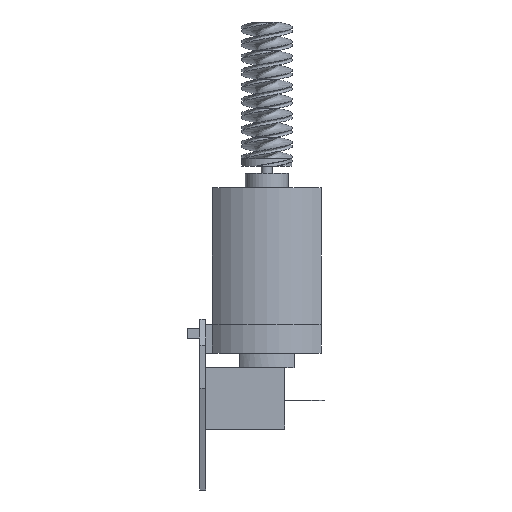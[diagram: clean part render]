
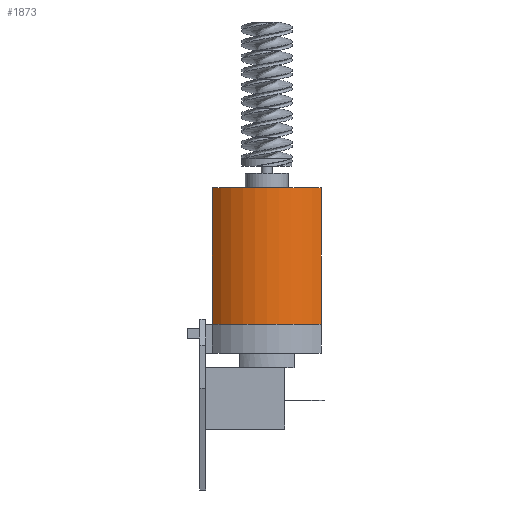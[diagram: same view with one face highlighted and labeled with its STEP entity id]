
A CAD part, left-side view. The second image highlights one B-rep face of the part: STEP entity #1873.
In plain terms, the highlighted cylindrical face has radius 10 mm (diameter 20 mm), a partial arc.
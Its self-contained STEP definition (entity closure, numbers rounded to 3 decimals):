
#1436 = PLANE('',#1437);
#1437 = AXIS2_PLACEMENT_3D('',#1438,#1439,#1440);
#1438 = CARTESIAN_POINT('',(-6.561,7.547,27.));
#1439 = DIRECTION('',(0.,0.,-1.));
#1440 = DIRECTION('',(-1.,0.,0.));
#1455 = EDGE_CURVE('',#1456,#1458,#1460,.T.);
#1456 = VERTEX_POINT('',#1457);
#1457 = CARTESIAN_POINT('',(-6.561,7.547,27.));
#1458 = VERTEX_POINT('',#1459);
#1459 = CARTESIAN_POINT('',(-6.561,-7.547,27.));
#1460 = SURFACE_CURVE('',#1461,(#1466,#1477),.PCURVE_S1.);
#1461 = CIRCLE('',#1462,10.);
#1462 = AXIS2_PLACEMENT_3D('',#1463,#1464,#1465);
#1463 = CARTESIAN_POINT('',(0.,0.,27.));
#1464 = DIRECTION('',(0.,0.,1.));
#1465 = DIRECTION('',(-0.656,0.755,0.));
#1466 = PCURVE('',#1436,#1467);
#1467 = DEFINITIONAL_REPRESENTATION('',(#1468),#1476);
#1468 = ( BOUNDED_CURVE() B_SPLINE_CURVE(2,(#1469,#1470,#1471,#1472,
#1473,#1474,#1475),.UNSPECIFIED.,.F.,.F.) B_SPLINE_CURVE_WITH_KNOTS((1,2
    ,2,2,2,1),(-2.094,0.,2.094,4.189,
6.283,8.378),.UNSPECIFIED.) CURVE() 
GEOMETRIC_REPRESENTATION_ITEM() RATIONAL_B_SPLINE_CURVE((1.,0.5,1.,0.5,
1.,0.5,1.)) REPRESENTATION_ITEM('') );
#1469 = CARTESIAN_POINT('',(0.,0.));
#1470 = CARTESIAN_POINT('',(13.072,-11.363));
#1471 = CARTESIAN_POINT('',(-3.305,-17.002));
#1472 = CARTESIAN_POINT('',(-19.682,-22.641));
#1473 = CARTESIAN_POINT('',(-16.377,-5.639));
#1474 = CARTESIAN_POINT('',(-13.072,11.363));
#1475 = CARTESIAN_POINT('',(0.,0.));
#1476 = ( GEOMETRIC_REPRESENTATION_CONTEXT(2) 
PARAMETRIC_REPRESENTATION_CONTEXT() REPRESENTATION_CONTEXT('2D SPACE',''
  ) );
#1477 = PCURVE('',#1478,#1483);
#1478 = CYLINDRICAL_SURFACE('',#1479,10.);
#1479 = AXIS2_PLACEMENT_3D('',#1480,#1481,#1482);
#1480 = CARTESIAN_POINT('',(0.,0.,8.));
#1481 = DIRECTION('',(0.,0.,1.));
#1482 = DIRECTION('',(-0.656,0.755,0.));
#1483 = DEFINITIONAL_REPRESENTATION('',(#1484),#1488);
#1484 = LINE('',#1485,#1486);
#1485 = CARTESIAN_POINT('',(0.,19.));
#1486 = VECTOR('',#1487,1.);
#1487 = DIRECTION('',(1.,0.));
#1488 = ( GEOMETRIC_REPRESENTATION_CONTEXT(2) 
PARAMETRIC_REPRESENTATION_CONTEXT() REPRESENTATION_CONTEXT('2D SPACE',''
  ) );
#1506 = PLANE('',#1507);
#1507 = AXIS2_PLACEMENT_3D('',#1508,#1509,#1510);
#1508 = CARTESIAN_POINT('',(0.,0.,8.));
#1509 = DIRECTION('',(0.755,0.656,0.));
#1510 = DIRECTION('',(-0.656,0.755,0.));
#1789 = PLANE('',#1790);
#1790 = AXIS2_PLACEMENT_3D('',#1791,#1792,#1793);
#1791 = CARTESIAN_POINT('',(0.,0.,8.));
#1792 = DIRECTION('',(-0.755,0.656,0.));
#1793 = DIRECTION('',(-0.656,-0.755,0.));
#1873 = ADVANCED_FACE('',(#1874),#1478,.T.);
#1874 = FACE_BOUND('',#1875,.T.);
#1875 = EDGE_LOOP('',(#1876,#1877,#1900,#1933));
#1876 = ORIENTED_EDGE('',*,*,#1455,.F.);
#1877 = ORIENTED_EDGE('',*,*,#1878,.F.);
#1878 = EDGE_CURVE('',#1879,#1456,#1881,.T.);
#1879 = VERTEX_POINT('',#1880);
#1880 = CARTESIAN_POINT('',(-6.561,7.547,8.));
#1881 = SURFACE_CURVE('',#1882,(#1886,#1893),.PCURVE_S1.);
#1882 = LINE('',#1883,#1884);
#1883 = CARTESIAN_POINT('',(-6.561,7.547,8.));
#1884 = VECTOR('',#1885,1.);
#1885 = DIRECTION('',(0.,0.,1.));
#1886 = PCURVE('',#1478,#1887);
#1887 = DEFINITIONAL_REPRESENTATION('',(#1888),#1892);
#1888 = LINE('',#1889,#1890);
#1889 = CARTESIAN_POINT('',(0.,-0.));
#1890 = VECTOR('',#1891,1.);
#1891 = DIRECTION('',(0.,1.));
#1892 = ( GEOMETRIC_REPRESENTATION_CONTEXT(2) 
PARAMETRIC_REPRESENTATION_CONTEXT() REPRESENTATION_CONTEXT('2D SPACE',''
  ) );
#1893 = PCURVE('',#1506,#1894);
#1894 = DEFINITIONAL_REPRESENTATION('',(#1895),#1899);
#1895 = LINE('',#1896,#1897);
#1896 = CARTESIAN_POINT('',(10.,0.));
#1897 = VECTOR('',#1898,1.);
#1898 = DIRECTION('',(0.,1.));
#1899 = ( GEOMETRIC_REPRESENTATION_CONTEXT(2) 
PARAMETRIC_REPRESENTATION_CONTEXT() REPRESENTATION_CONTEXT('2D SPACE',''
  ) );
#1900 = ORIENTED_EDGE('',*,*,#1901,.T.);
#1901 = EDGE_CURVE('',#1879,#1902,#1904,.T.);
#1902 = VERTEX_POINT('',#1903);
#1903 = CARTESIAN_POINT('',(-6.561,-7.547,8.));
#1904 = SURFACE_CURVE('',#1905,(#1910,#1917),.PCURVE_S1.);
#1905 = CIRCLE('',#1906,10.);
#1906 = AXIS2_PLACEMENT_3D('',#1907,#1908,#1909);
#1907 = CARTESIAN_POINT('',(0.,0.,8.));
#1908 = DIRECTION('',(0.,0.,1.));
#1909 = DIRECTION('',(-0.656,0.755,0.));
#1910 = PCURVE('',#1478,#1911);
#1911 = DEFINITIONAL_REPRESENTATION('',(#1912),#1916);
#1912 = LINE('',#1913,#1914);
#1913 = CARTESIAN_POINT('',(0.,0.));
#1914 = VECTOR('',#1915,1.);
#1915 = DIRECTION('',(1.,0.));
#1916 = ( GEOMETRIC_REPRESENTATION_CONTEXT(2) 
PARAMETRIC_REPRESENTATION_CONTEXT() REPRESENTATION_CONTEXT('2D SPACE',''
  ) );
#1917 = PCURVE('',#1918,#1923);
#1918 = PLANE('',#1919);
#1919 = AXIS2_PLACEMENT_3D('',#1920,#1921,#1922);
#1920 = CARTESIAN_POINT('',(-6.561,7.547,8.));
#1921 = DIRECTION('',(0.,0.,-1.));
#1922 = DIRECTION('',(-1.,0.,0.));
#1923 = DEFINITIONAL_REPRESENTATION('',(#1924),#1932);
#1924 = ( BOUNDED_CURVE() B_SPLINE_CURVE(2,(#1925,#1926,#1927,#1928,
#1929,#1930,#1931),.UNSPECIFIED.,.F.,.F.) B_SPLINE_CURVE_WITH_KNOTS((1,2
    ,2,2,2,1),(-2.094,0.,2.094,4.189,
6.283,8.378),.UNSPECIFIED.) CURVE() 
GEOMETRIC_REPRESENTATION_ITEM() RATIONAL_B_SPLINE_CURVE((1.,0.5,1.,0.5,
1.,0.5,1.)) REPRESENTATION_ITEM('') );
#1925 = CARTESIAN_POINT('',(0.,0.));
#1926 = CARTESIAN_POINT('',(13.072,-11.363));
#1927 = CARTESIAN_POINT('',(-3.305,-17.002));
#1928 = CARTESIAN_POINT('',(-19.682,-22.641));
#1929 = CARTESIAN_POINT('',(-16.377,-5.639));
#1930 = CARTESIAN_POINT('',(-13.072,11.363));
#1931 = CARTESIAN_POINT('',(0.,0.));
#1932 = ( GEOMETRIC_REPRESENTATION_CONTEXT(2) 
PARAMETRIC_REPRESENTATION_CONTEXT() REPRESENTATION_CONTEXT('2D SPACE',''
  ) );
#1933 = ORIENTED_EDGE('',*,*,#1934,.T.);
#1934 = EDGE_CURVE('',#1902,#1458,#1935,.T.);
#1935 = SURFACE_CURVE('',#1936,(#1940,#1947),.PCURVE_S1.);
#1936 = LINE('',#1937,#1938);
#1937 = CARTESIAN_POINT('',(-6.561,-7.547,8.));
#1938 = VECTOR('',#1939,1.);
#1939 = DIRECTION('',(0.,0.,1.));
#1940 = PCURVE('',#1478,#1941);
#1941 = DEFINITIONAL_REPRESENTATION('',(#1942),#1946);
#1942 = LINE('',#1943,#1944);
#1943 = CARTESIAN_POINT('',(1.71,-0.));
#1944 = VECTOR('',#1945,1.);
#1945 = DIRECTION('',(0.,1.));
#1946 = ( GEOMETRIC_REPRESENTATION_CONTEXT(2) 
PARAMETRIC_REPRESENTATION_CONTEXT() REPRESENTATION_CONTEXT('2D SPACE',''
  ) );
#1947 = PCURVE('',#1789,#1948);
#1948 = DEFINITIONAL_REPRESENTATION('',(#1949),#1953);
#1949 = LINE('',#1950,#1951);
#1950 = CARTESIAN_POINT('',(10.,0.));
#1951 = VECTOR('',#1952,1.);
#1952 = DIRECTION('',(0.,1.));
#1953 = ( GEOMETRIC_REPRESENTATION_CONTEXT(2) 
PARAMETRIC_REPRESENTATION_CONTEXT() REPRESENTATION_CONTEXT('2D SPACE',''
  ) );
